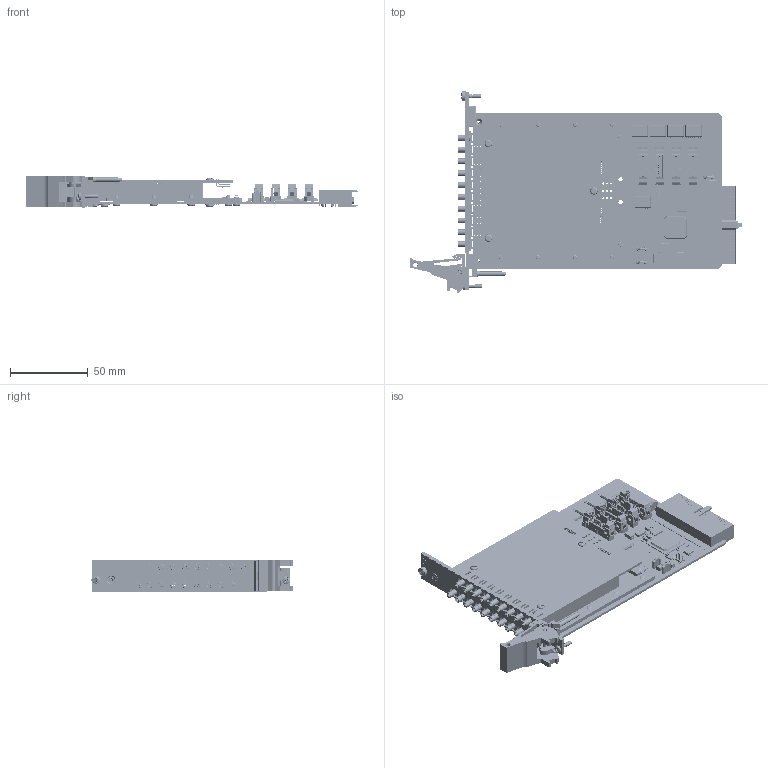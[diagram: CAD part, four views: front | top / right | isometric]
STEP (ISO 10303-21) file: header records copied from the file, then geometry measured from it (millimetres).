
FILE_DESCRIPTION (( 'STEP AP214' ), '1' );
FILE_NAME ('40-830-006 PXI 1 SLOT HEX SPDT 75Ohm SMB.STEP', '2013-09-11T07:47:05', ( 'admin' ), ( '' ), 'SwSTEP 2.0', 'SolidWorks 2012', '' );
FILE_SCHEMA (( 'AUTOMOTIVE_DESIGN' ));
Length unit declared in the file: millimetre
Products named in the file (1): 40-830-006 PXI 1 SLOT HEX SPDT 75Ohm SMB
Bounding box: 214.01 x 129.67 x 20 mm (x, y, z)
Surface area: 88099.9 mm2 (no closed solid volume)
Topology: 0 solids, 779 shells, 4899 faces, 22333 edges, 17537 vertices
Faces by surface type: plane 3687, cylinder 954, cone 139, torus 84, bspline 29, sphere 6
Full cylindrical faces by diameter (mm): 0.2 x1, 0.6 x110, 0.66 x95, 0.762 x57, 0.8 x4, 1.067 x61, 1.4 x12, 1.496 x2, 1.524 x14, 2 x5, 2.05 x1, 2.08 x18, 2.45 x6, 2.5 x3, 2.6 x1, 2.7 x3, 2.8 x1, 3 x3, 3.21 x18, 3.665 x1, 3.71 x36, 3.9 x7, 4.35 x1, 4.7 x1, 4.85 x16, 5 x4, 5.3 x1, 5.9 x1, 6 x1, 6.75 x18
Entity records: 282893 total; most frequent: CARTESIAN_POINT 56339, DIRECTION 34227, ORIENTED_EDGE 28747, EDGE_CURVE 21393, VERTEX_POINT 17309, LINE 16533, VECTOR 16533, AXIS2_PLACEMENT_3D 8847
